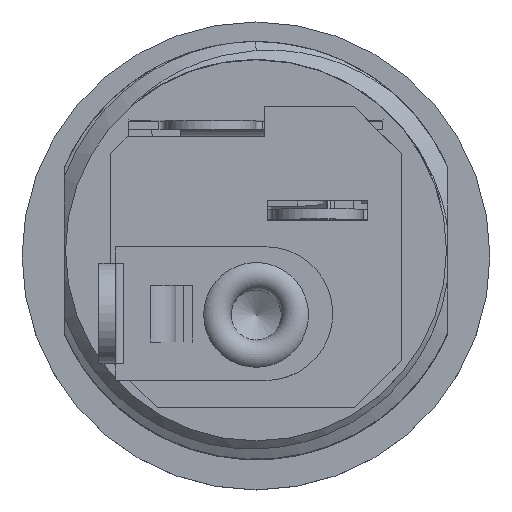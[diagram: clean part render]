
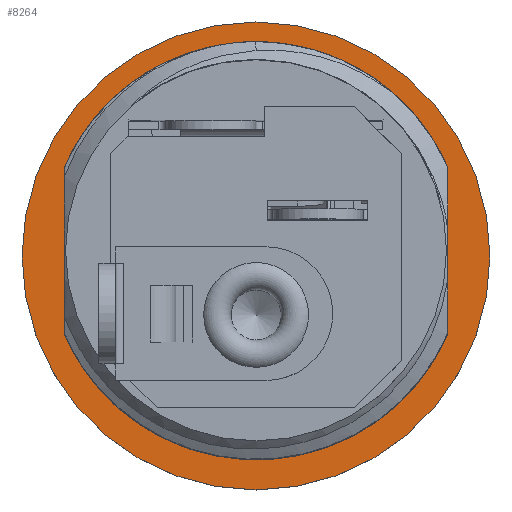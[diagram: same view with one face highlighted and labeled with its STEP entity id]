
A CAD part, top view. The second image highlights one B-rep face of the part: STEP entity #8264.
In plain terms, the highlighted planar face has unit normal (0, 0, 1).
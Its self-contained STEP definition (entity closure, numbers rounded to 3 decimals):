
#7211 = VERTEX_POINT('',#7212);
#7212 = CARTESIAN_POINT('',(-5.73,-1.262,
    0.));
#7297 = VERTEX_POINT('',#7298);
#7298 = CARTESIAN_POINT('',(-5.73,1.819,0.));
#7331 = EDGE_CURVE('',#7211,#7297,#7332,.T.);
#7332 = LINE('',#7333,#7334);
#7333 = CARTESIAN_POINT('',(-5.73,2.75,0.));
#7334 = VECTOR('',#7335,1.);
#7335 = DIRECTION('',(0.,1.,0.));
#8191 = EDGE_CURVE('',#8192,#8194,#8196,.T.);
#8192 = VERTEX_POINT('',#8193);
#8193 = CARTESIAN_POINT('',(5.73,1.819,0.));
#8194 = VERTEX_POINT('',#8195);
#8195 = CARTESIAN_POINT('',(5.73,-1.262,
    0.));
#8196 = LINE('',#8197,#8198);
#8197 = CARTESIAN_POINT('',(5.73,2.75,0.));
#8198 = VECTOR('',#8199,1.);
#8199 = DIRECTION('',(0.,-1.,0.));
#8264 = ADVANCED_FACE('',(#8265,#8367),#8378,.F.);
#8265 = FACE_BOUND('',#8266,.T.);
#8266 = EDGE_LOOP('',(#8267,#8288,#8289,#8310,#8319,#8338,#8339,#8360));
#8267 = ORIENTED_EDGE('',*,*,#8268,.T.);
#8268 = EDGE_CURVE('',#8269,#7211,#8271,.T.);
#8269 = VERTEX_POINT('',#8270);
#8270 = CARTESIAN_POINT('',(-4.031,-4.045,
    0.));
#8271 = B_SPLINE_CURVE_WITH_KNOTS('',3,(#8272,#8273,#8274,#8275,#8276,
    #8277,#8278,#8279,#8280,#8281,#8282,#8283,#8284,#8285,#8286,#8287),
  .UNSPECIFIED.,.F.,.F.,(4,2,2,2,2,2,2,4),(0.,0.225,
    0.454,0.687,0.924,1.165,
    1.295,1.427),.UNSPECIFIED.);
#8272 = CARTESIAN_POINT('',(-4.031,-4.045,
    0.));
#8273 = CARTESIAN_POINT('',(-4.586,-3.542,
    0.));
#8274 = CARTESIAN_POINT('',(-5.038,-2.934,
    0.));
#8275 = CARTESIAN_POINT('',(-5.69,-1.569,
    0.));
#8276 = CARTESIAN_POINT('',(-5.881,-0.822,
    0.));
#8277 = CARTESIAN_POINT('',(-5.968,0.716,
    0.));
#8278 = CARTESIAN_POINT('',(-5.859,1.494,
    0.));
#8279 = CARTESIAN_POINT('',(-5.346,2.977,
    0.));
#8280 = CARTESIAN_POINT('',(-4.943,3.666,
    0.));
#8281 = CARTESIAN_POINT('',(-3.887,4.865,
    0.));
#8282 = CARTESIAN_POINT('',(-3.241,5.358,
    0.));
#8283 = CARTESIAN_POINT('',(-2.129,5.908,
    0.));
#8284 = CARTESIAN_POINT('',(-1.72,6.059,
    0.));
#8285 = CARTESIAN_POINT('',(-0.874,6.277,
    0.));
#8286 = CARTESIAN_POINT('',(-0.438,6.341,
    0.));
#8287 = CARTESIAN_POINT('',(0.,6.36,
    0.));
#8288 = ORIENTED_EDGE('',*,*,#7331,.T.);
#8289 = ORIENTED_EDGE('',*,*,#8290,.T.);
#8290 = EDGE_CURVE('',#7297,#8291,#8293,.T.);
#8291 = VERTEX_POINT('',#8292);
#8292 = CARTESIAN_POINT('',(-2.428,5.759,0.));
#8293 = B_SPLINE_CURVE_WITH_KNOTS('',3,(#8294,#8295,#8296,#8297,#8298,
    #8299,#8300,#8301,#8302,#8303,#8304,#8305,#8306,#8307,#8308,#8309),
  .UNSPECIFIED.,.F.,.F.,(4,2,2,2,2,2,2,4),(0.,0.225,
    0.454,0.687,0.924,1.165,
    1.295,1.427),.UNSPECIFIED.);
#8294 = CARTESIAN_POINT('',(-4.031,-4.045,
    0.));
#8295 = CARTESIAN_POINT('',(-4.586,-3.542,
    0.));
#8296 = CARTESIAN_POINT('',(-5.038,-2.934,
    0.));
#8297 = CARTESIAN_POINT('',(-5.69,-1.569,
    0.));
#8298 = CARTESIAN_POINT('',(-5.881,-0.822,
    0.));
#8299 = CARTESIAN_POINT('',(-5.968,0.716,
    0.));
#8300 = CARTESIAN_POINT('',(-5.859,1.494,
    0.));
#8301 = CARTESIAN_POINT('',(-5.346,2.977,
    0.));
#8302 = CARTESIAN_POINT('',(-4.943,3.666,
    0.));
#8303 = CARTESIAN_POINT('',(-3.887,4.865,
    0.));
#8304 = CARTESIAN_POINT('',(-3.241,5.358,
    0.));
#8305 = CARTESIAN_POINT('',(-2.129,5.908,
    0.));
#8306 = CARTESIAN_POINT('',(-1.72,6.059,
    0.));
#8307 = CARTESIAN_POINT('',(-0.874,6.277,
    0.));
#8308 = CARTESIAN_POINT('',(-0.438,6.341,
    0.));
#8309 = CARTESIAN_POINT('',(0.,6.36,
    0.));
#8310 = ORIENTED_EDGE('',*,*,#8311,.F.);
#8311 = EDGE_CURVE('',#8312,#8291,#8314,.T.);
#8312 = VERTEX_POINT('',#8313);
#8313 = CARTESIAN_POINT('',(2.428,5.759,0.));
#8314 = CIRCLE('',#8315,6.25);
#8315 = AXIS2_PLACEMENT_3D('',#8316,#8317,#8318);
#8316 = CARTESIAN_POINT('',(0.,0.,0.));
#8317 = DIRECTION('',(0.,0.,1.));
#8318 = DIRECTION('',(1.,0.,0.));
#8319 = ORIENTED_EDGE('',*,*,#8320,.T.);
#8320 = EDGE_CURVE('',#8312,#8192,#8321,.T.);
#8321 = B_SPLINE_CURVE_WITH_KNOTS('',3,(#8322,#8323,#8324,#8325,#8326,
    #8327,#8328,#8329,#8330,#8331,#8332,#8333,#8334,#8335,#8336,#8337),
  .UNSPECIFIED.,.F.,.F.,(4,2,2,2,2,2,2,4),(0.,0.246,
    0.488,0.726,0.96,1.19,
    1.311,1.43),.UNSPECIFIED.);
#8322 = CARTESIAN_POINT('',(0.,6.36,
    0.));
#8323 = CARTESIAN_POINT('',(0.82,6.324,
    0.));
#8324 = CARTESIAN_POINT('',(1.625,6.13,
    0.));
#8325 = CARTESIAN_POINT('',(3.102,5.448,
    0.));
#8326 = CARTESIAN_POINT('',(3.762,4.971,
    0.));
#8327 = CARTESIAN_POINT('',(4.85,3.8,
    0.));
#8328 = CARTESIAN_POINT('',(5.272,3.12,
    0.));
#8329 = CARTESIAN_POINT('',(5.824,1.649,
    0.));
#8330 = CARTESIAN_POINT('',(5.954,0.874,
    0.));
#8331 = CARTESIAN_POINT('',(5.908,-0.668,
    0.));
#8332 = CARTESIAN_POINT('',(5.737,-1.421,
    0.));
#8333 = CARTESIAN_POINT('',(5.262,-2.486,
    0.));
#8334 = CARTESIAN_POINT('',(5.06,-2.834,
    0.));
#8335 = CARTESIAN_POINT('',(4.591,-3.481,
    0.));
#8336 = CARTESIAN_POINT('',(4.325,-3.778,
    0.));
#8337 = CARTESIAN_POINT('',(4.031,-4.045,
    0.));
#8338 = ORIENTED_EDGE('',*,*,#8191,.T.);
#8339 = ORIENTED_EDGE('',*,*,#8340,.T.);
#8340 = EDGE_CURVE('',#8194,#8341,#8343,.T.);
#8341 = VERTEX_POINT('',#8342);
#8342 = CARTESIAN_POINT('',(4.031,-4.045,
    0.));
#8343 = B_SPLINE_CURVE_WITH_KNOTS('',3,(#8344,#8345,#8346,#8347,#8348,
    #8349,#8350,#8351,#8352,#8353,#8354,#8355,#8356,#8357,#8358,#8359),
  .UNSPECIFIED.,.F.,.F.,(4,2,2,2,2,2,2,4),(0.,0.246,
    0.488,0.726,0.96,1.19,
    1.311,1.43),.UNSPECIFIED.);
#8344 = CARTESIAN_POINT('',(0.,6.36,
    0.));
#8345 = CARTESIAN_POINT('',(0.82,6.324,
    0.));
#8346 = CARTESIAN_POINT('',(1.625,6.13,
    0.));
#8347 = CARTESIAN_POINT('',(3.102,5.448,
    0.));
#8348 = CARTESIAN_POINT('',(3.762,4.971,
    0.));
#8349 = CARTESIAN_POINT('',(4.85,3.8,
    0.));
#8350 = CARTESIAN_POINT('',(5.272,3.12,
    0.));
#8351 = CARTESIAN_POINT('',(5.824,1.649,
    0.));
#8352 = CARTESIAN_POINT('',(5.954,0.874,
    0.));
#8353 = CARTESIAN_POINT('',(5.908,-0.668,
    0.));
#8354 = CARTESIAN_POINT('',(5.737,-1.421,
    0.));
#8355 = CARTESIAN_POINT('',(5.262,-2.486,
    0.));
#8356 = CARTESIAN_POINT('',(5.06,-2.834,
    0.));
#8357 = CARTESIAN_POINT('',(4.591,-3.481,
    0.));
#8358 = CARTESIAN_POINT('',(4.325,-3.778,
    0.));
#8359 = CARTESIAN_POINT('',(4.031,-4.045,
    0.));
#8360 = ORIENTED_EDGE('',*,*,#8361,.T.);
#8361 = EDGE_CURVE('',#8341,#8269,#8362,.T.);
#8362 = CIRCLE('',#8363,5.71);
#8363 = AXIS2_PLACEMENT_3D('',#8364,#8365,#8366);
#8364 = CARTESIAN_POINT('',(0.,0.,
    0.));
#8365 = DIRECTION('',(0.,0.,-1.));
#8366 = DIRECTION('',(0.,1.,0.));
#8367 = FACE_BOUND('',#8368,.T.);
#8368 = EDGE_LOOP('',(#8369));
#8369 = ORIENTED_EDGE('',*,*,#8370,.F.);
#8370 = EDGE_CURVE('',#8371,#8371,#8373,.T.);
#8371 = VERTEX_POINT('',#8372);
#8372 = CARTESIAN_POINT('',(-7.,-0.15,0.));
#8373 = CIRCLE('',#8374,7.);
#8374 = AXIS2_PLACEMENT_3D('',#8375,#8376,#8377);
#8375 = CARTESIAN_POINT('',(0.,-0.15,0.));
#8376 = DIRECTION('',(0.,0.,-1.));
#8377 = DIRECTION('',(-1.,0.,0.));
#8378 = PLANE('',#8379);
#8379 = AXIS2_PLACEMENT_3D('',#8380,#8381,#8382);
#8380 = CARTESIAN_POINT('',(0.,-0.15,0.));
#8381 = DIRECTION('',(0.,0.,-1.));
#8382 = DIRECTION('',(-1.,0.,0.));
